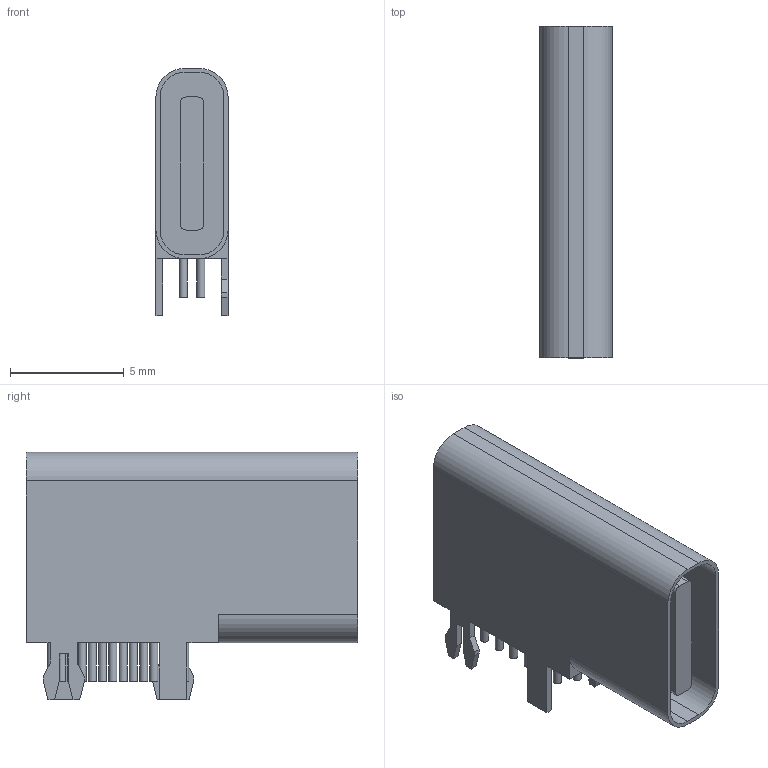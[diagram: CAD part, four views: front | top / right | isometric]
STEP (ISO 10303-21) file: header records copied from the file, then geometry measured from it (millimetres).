
FILE_DESCRIPTION(/* description */ (''),/* implementation_level */ '2;1');
FILE_NAME(/* name */ 'KUSBX-SL-CS1N14-B v8.step',/* time_stamp */ '2020-09-24T09:23:19-05:00',/* author */ (''),/* organization */ (''),/* preprocessor_version */ 'ST-DEVELOPER v18.1',/* originating_system */ 'Autodesk Translation Framework v9.3.0.1241',/* authorisation */ '');
FILE_SCHEMA (('AUTOMOTIVE_DESIGN { 1 0 10303 214 3 1 1 }'));
Length unit declared in the file: millimetre
Products named in the file (1): KUSBX-SL-CS1N14-B
Bounding box: 3.16 x 14.55 x 10.84 mm (x, y, z)
Volume: 307.8 mm3; surface area: 548.5 mm2
Topology: 1 solids, 1 shells, 98 faces, 240 edges, 160 vertices
Faces by surface type: plane 72, cylinder 26
Full cylindrical faces by diameter (mm): 0.35 x14
Entity records: 2916 total; most frequent: CARTESIAN_POINT 499, DIRECTION 490, ORIENTED_EDGE 480, EDGE_CURVE 240, LINE 188, VECTOR 188, VERTEX_POINT 160, AXIS2_PLACEMENT_3D 151
